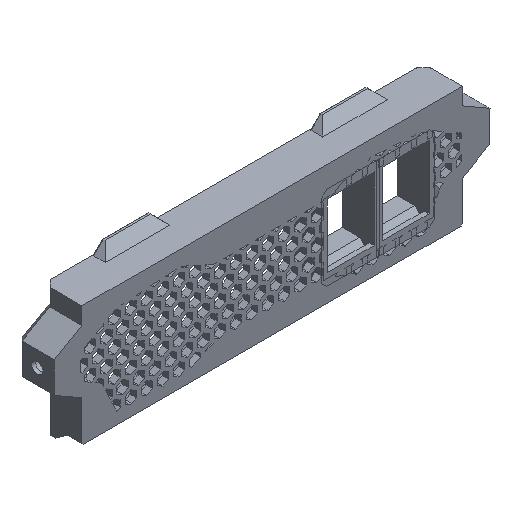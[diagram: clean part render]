
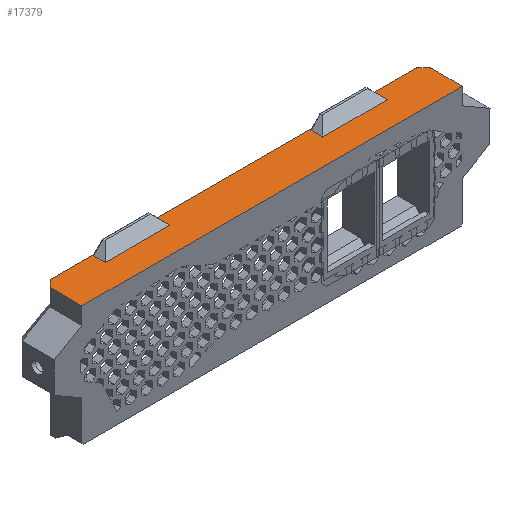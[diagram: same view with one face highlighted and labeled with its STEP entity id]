
A CAD part, isometric view. The second image highlights one B-rep face of the part: STEP entity #17379.
In plain terms, the highlighted planar face has unit normal (0, 0, 1).
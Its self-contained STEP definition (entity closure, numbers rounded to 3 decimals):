
#443=FACE_OUTER_BOUND('',#1504,.T.);
#1504=EDGE_LOOP('',(#13354,#13355,#13356,#13357,#13358,#13359,#13360,#13361,
#13362,#13363,#13364,#13365,#13366,#13367,#13368,#13369,#13370,#13371));
#3140=LINE('',#25030,#5636);
#3858=LINE('',#26448,#6354);
#3862=LINE('',#26454,#6358);
#3863=LINE('',#26457,#6359);
#3867=LINE('',#26464,#6363);
#3887=LINE('',#26505,#6383);
#3889=LINE('',#26509,#6385);
#3894=LINE('',#26519,#6390);
#3924=LINE('',#26584,#6420);
#3928=LINE('',#26591,#6424);
#3929=LINE('',#26592,#6425);
#3938=LINE('',#26610,#6434);
#3939=LINE('',#26612,#6435);
#3940=LINE('',#26614,#6436);
#3941=LINE('',#26616,#6437);
#3942=LINE('',#26618,#6438);
#3943=LINE('',#26619,#6439);
#3944=LINE('',#26620,#6440);
#5636=VECTOR('',#20034,117.626);
#6354=VECTOR('',#20784,3.6);
#6358=VECTOR('',#20790,20.);
#6359=VECTOR('',#20793,3.6);
#6363=VECTOR('',#20799,9.876);
#6383=VECTOR('',#20837,3.004);
#6385=VECTOR('',#20841,0.693);
#6390=VECTOR('',#20850,0.693);
#6420=VECTOR('',#20910,13.653);
#6424=VECTOR('',#20914,48.334);
#6425=VECTOR('',#20915,13.653);
#6434=VECTOR('',#20926,9.876);
#6435=VECTOR('',#20927,0.693);
#6436=VECTOR('',#20928,3.6);
#6437=VECTOR('',#20929,20.);
#6438=VECTOR('',#20930,3.6);
#6439=VECTOR('',#20931,0.693);
#6440=VECTOR('',#20932,3.004);
#8075=VERTEX_POINT('',#25027);
#8076=VERTEX_POINT('',#25029);
#8759=VERTEX_POINT('',#26446);
#8760=VERTEX_POINT('',#26447);
#8761=VERTEX_POINT('',#26452);
#8762=VERTEX_POINT('',#26456);
#8764=VERTEX_POINT('',#26462);
#8776=VERTEX_POINT('',#26504);
#8777=VERTEX_POINT('',#26508);
#8780=VERTEX_POINT('',#26518);
#8799=VERTEX_POINT('',#26581);
#8800=VERTEX_POINT('',#26583);
#8803=VERTEX_POINT('',#26589);
#8811=VERTEX_POINT('',#26609);
#8812=VERTEX_POINT('',#26611);
#8813=VERTEX_POINT('',#26613);
#8814=VERTEX_POINT('',#26615);
#8815=VERTEX_POINT('',#26617);
#9796=EDGE_CURVE('',#8075,#8076,#3140,.T.);
#10516=EDGE_CURVE('',#8759,#8760,#3858,.T.);
#10520=EDGE_CURVE('',#8759,#8761,#3862,.T.);
#10521=EDGE_CURVE('',#8761,#8762,#3863,.T.);
#10525=EDGE_CURVE('',#8764,#8075,#3867,.T.);
#10545=EDGE_CURVE('',#8764,#8776,#3887,.T.);
#10547=EDGE_CURVE('',#8762,#8777,#3889,.T.);
#10552=EDGE_CURVE('',#8780,#8760,#3894,.T.);
#10585=EDGE_CURVE('',#8799,#8800,#3924,.T.);
#10589=EDGE_CURVE('',#8780,#8803,#3928,.T.);
#10590=EDGE_CURVE('',#8776,#8777,#3929,.T.);
#10599=EDGE_CURVE('',#8811,#8076,#3938,.T.);
#10600=EDGE_CURVE('',#8803,#8812,#3939,.T.);
#10601=EDGE_CURVE('',#8813,#8812,#3940,.T.);
#10602=EDGE_CURVE('',#8813,#8814,#3941,.T.);
#10603=EDGE_CURVE('',#8814,#8815,#3942,.T.);
#10604=EDGE_CURVE('',#8815,#8800,#3943,.T.);
#10605=EDGE_CURVE('',#8811,#8799,#3944,.T.);
#13354=ORIENTED_EDGE('',*,*,#10599,.T.);
#13355=ORIENTED_EDGE('',*,*,#9796,.F.);
#13356=ORIENTED_EDGE('',*,*,#10525,.F.);
#13357=ORIENTED_EDGE('',*,*,#10545,.T.);
#13358=ORIENTED_EDGE('',*,*,#10590,.T.);
#13359=ORIENTED_EDGE('',*,*,#10547,.F.);
#13360=ORIENTED_EDGE('',*,*,#10521,.F.);
#13361=ORIENTED_EDGE('',*,*,#10520,.F.);
#13362=ORIENTED_EDGE('',*,*,#10516,.T.);
#13363=ORIENTED_EDGE('',*,*,#10552,.F.);
#13364=ORIENTED_EDGE('',*,*,#10589,.T.);
#13365=ORIENTED_EDGE('',*,*,#10600,.T.);
#13366=ORIENTED_EDGE('',*,*,#10601,.F.);
#13367=ORIENTED_EDGE('',*,*,#10602,.T.);
#13368=ORIENTED_EDGE('',*,*,#10603,.T.);
#13369=ORIENTED_EDGE('',*,*,#10604,.T.);
#13370=ORIENTED_EDGE('',*,*,#10585,.F.);
#13371=ORIENTED_EDGE('',*,*,#10605,.F.);
#16536=PLANE('',#18270);
#17379=ADVANCED_FACE('',(#443),#16536,.T.);
#18270=AXIS2_PLACEMENT_3D('',#26608,#20924,#20925);
#20034=DIRECTION('',(-1.,0.,0.));
#20784=DIRECTION('',(0.,1.,0.));
#20790=DIRECTION('',(1.,0.,0.));
#20793=DIRECTION('',(0.,1.,0.));
#20799=DIRECTION('',(0.,-1.,0.));
#20837=DIRECTION('',(-0.707,0.707,0.));
#20841=DIRECTION('',(-0.816,0.577,0.));
#20850=DIRECTION('',(-0.816,-0.577,0.));
#20910=DIRECTION('',(1.,0.,0.));
#20914=DIRECTION('',(-1.,0.,0.));
#20915=DIRECTION('',(-1.,0.,0.));
#20924=DIRECTION('center_axis',(0.,0.,1.));
#20925=DIRECTION('ref_axis',(0.,-1.,0.));
#20926=DIRECTION('',(0.,-1.,0.));
#20927=DIRECTION('',(0.816,-0.577,0.));
#20928=DIRECTION('',(0.,1.,0.));
#20929=DIRECTION('',(-1.,0.,0.));
#20930=DIRECTION('',(0.,1.,0.));
#20931=DIRECTION('',(0.816,0.577,0.));
#20932=DIRECTION('',(0.707,0.707,0.));
#25027=CARTESIAN_POINT('',(87.881,103.,49.2));
#25029=CARTESIAN_POINT('',(-29.745,103.,49.2));
#25030=CARTESIAN_POINT('',(87.881,103.,49.2));
#26446=CARTESIAN_POINT('',(52.669,111.,49.2));
#26447=CARTESIAN_POINT('',(52.669,114.6,49.2));
#26448=CARTESIAN_POINT('',(52.669,111.,49.2));
#26452=CARTESIAN_POINT('',(72.669,111.,49.2));
#26454=CARTESIAN_POINT('',(52.669,111.,49.2));
#26456=CARTESIAN_POINT('',(72.669,114.6,49.2));
#26457=CARTESIAN_POINT('',(72.669,111.,49.2));
#26462=CARTESIAN_POINT('',(87.881,112.876,49.2));
#26464=CARTESIAN_POINT('',(87.881,112.876,49.2));
#26504=CARTESIAN_POINT('',(85.757,115.,49.2));
#26505=CARTESIAN_POINT('',(87.881,112.876,49.2));
#26508=CARTESIAN_POINT('',(72.104,115.,49.2));
#26509=CARTESIAN_POINT('',(72.669,114.6,49.2));
#26518=CARTESIAN_POINT('',(53.235,115.,49.2));
#26519=CARTESIAN_POINT('',(53.235,115.,49.2));
#26581=CARTESIAN_POINT('',(-27.621,115.,49.2));
#26583=CARTESIAN_POINT('',(-13.967,115.,49.2));
#26584=CARTESIAN_POINT('',(-27.621,115.,49.2));
#26589=CARTESIAN_POINT('',(4.901,115.,49.2));
#26591=CARTESIAN_POINT('',(53.235,115.,49.2));
#26592=CARTESIAN_POINT('',(85.757,115.,49.2));
#26608=CARTESIAN_POINT('Origin',(115.778,115.076,49.2));
#26609=CARTESIAN_POINT('',(-29.745,112.876,49.2));
#26610=CARTESIAN_POINT('',(-29.745,112.876,49.2));
#26611=CARTESIAN_POINT('',(5.467,114.6,49.2));
#26612=CARTESIAN_POINT('',(4.901,115.,49.2));
#26613=CARTESIAN_POINT('',(5.467,111.,49.2));
#26614=CARTESIAN_POINT('',(5.467,111.,49.2));
#26615=CARTESIAN_POINT('',(-14.533,111.,49.2));
#26616=CARTESIAN_POINT('',(5.467,111.,49.2));
#26617=CARTESIAN_POINT('',(-14.533,114.6,49.2));
#26618=CARTESIAN_POINT('',(-14.533,111.,49.2));
#26619=CARTESIAN_POINT('',(-14.533,114.6,49.2));
#26620=CARTESIAN_POINT('',(-29.745,112.876,49.2));
